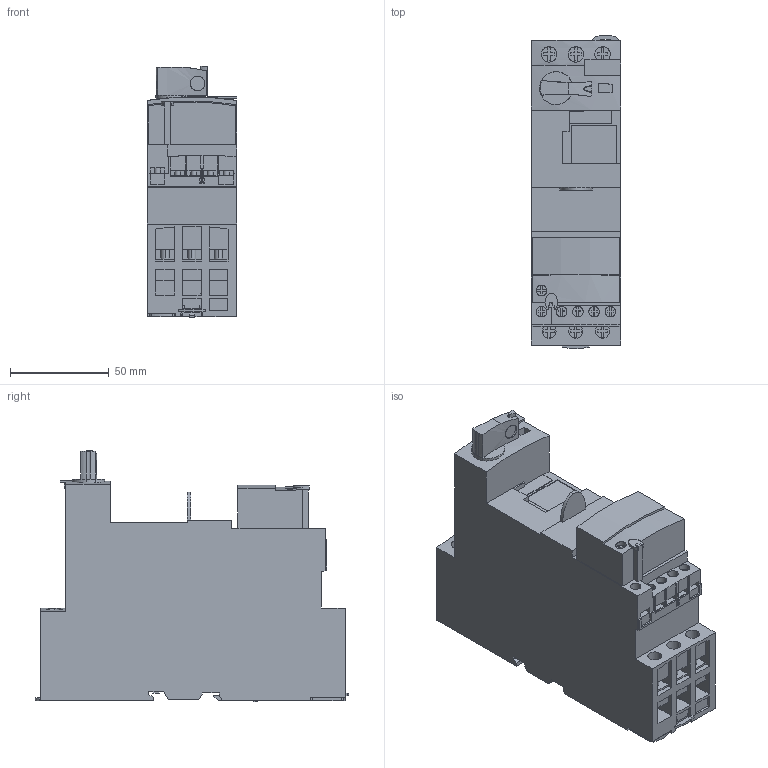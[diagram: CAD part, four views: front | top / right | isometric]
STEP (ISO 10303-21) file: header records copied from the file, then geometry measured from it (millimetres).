
FILE_DESCRIPTION((''),'2;1');
FILE_NAME('1668666088682_ASM','2022-11-17T11:51:47',('SESA540900'),('Schneider-Electric'),'CREO PARAMETRIC BY PTC INC, 2021284','CREO PARAMETRIC BY PTC INC, 2021284','');
FILE_SCHEMA(('AP242_MANAGED_MODEL_BASED_3D_ENGINEERING_MIM_LF { 1 0 10303 442 1 1 4 }'));
Length unit declared in the file: millimetre
Products named in the file (4): EMPTYNODE_1668666088716_ASM; LUB12; LUB12-3D_ASM; 1668666088682_ASM
Assembly tree (3 placements, depth 3):
  1668666088682_ASM
    EMPTYNODE_1668666088716_ASM
    LUB12-3D_ASM
      LUB12
Bounding box: 45 x 158.56 x 126.85 mm (x, y, z)
Volume: 591387.9 mm3; surface area: 71029.6 mm2
Topology: 4 solids, 11 shells, 871 faces, 2319 edges, 1536 vertices
Faces by surface type: plane 761, cylinder 91, extrusion 19
Entity records: 38134 total; most frequent: CARTESIAN_POINT 5407, ORIENTED_EDGE 4638, DIRECTION 4174, PRESENTATION_STYLE_ASSIGNMENT 2647, STYLED_ITEM 2325, CURVE_STYLE 2321, EDGE_CURVE 2319, VECTOR 2096
